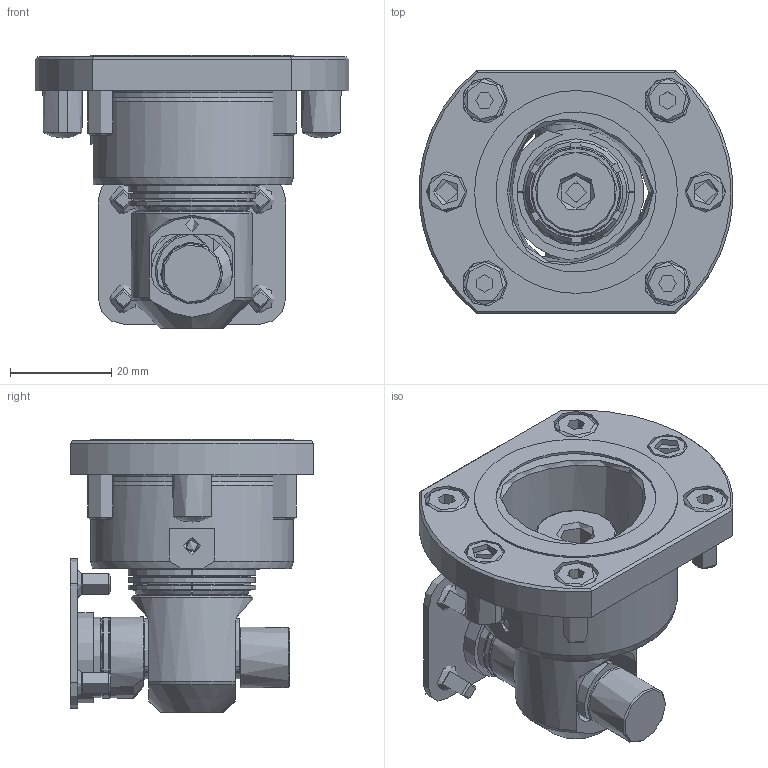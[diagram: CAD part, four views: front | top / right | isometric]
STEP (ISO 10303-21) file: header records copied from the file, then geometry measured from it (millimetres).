
FILE_DESCRIPTION(/* description */ (''),/* implementation_level */ '2;1');
FILE_NAME(/* name */ '000X031C403439-CaptoC4Buchse-geflickt.stp',/* time_stamp */ '2014-02-26T21:52:19+01:00',/* author */ ('Walter'),/* organization */ (''),/* preprocessor_version */ 'ST-DEVELOPER v15.2',/* originating_system */ 'Autodesk Inventor 2014',/* authorisation */ '');
FILE_SCHEMA (('CONFIG_CONTROL_DESIGN'));
Products named in the file (1): 000X031C403439-CaptoC4Buchse-geflickt
Bounding box: 61.8 x 48 x 53.86 mm (x, y, z)
Volume: 46383.5 mm3; surface area: 27342.4 mm2
Topology: 26 solids, 26 shells, 762 faces, 1936 edges, 1277 vertices
Faces by surface type: plane 324, bspline 229, cylinder 120, cone 48, torus 38, sphere 3
Full cylindrical faces by diameter (mm): 2.5 x4, 4 x4, 4.2 x1, 4.3 x2, 5 x4, 5.2 x4, 5.3 x2, 6.5 x1, 8 x6, 8.5 x4, 9 x4, 12 x1, 13.8 x1, 14 x1, 14.2 x1, 16 x5, 17.7 x1, 23 x1, 24 x1, 25 x1, 31.6 x1, 39.6 x1, 40 x3
Entity records: 39938 total; most frequent: CARTESIAN_POINT 22829, ORIENTED_EDGE 3618, DIRECTION 2923, EDGE_CURVE 1809, VERTEX_POINT 1254, AXIS2_PLACEMENT_3D 1031, EDGE_LOOP 953, LINE 861
